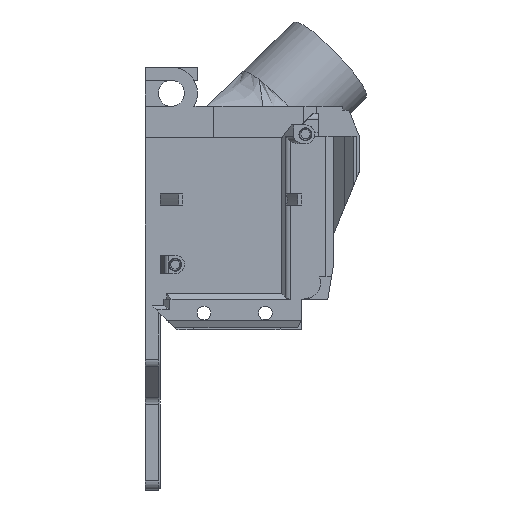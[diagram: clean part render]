
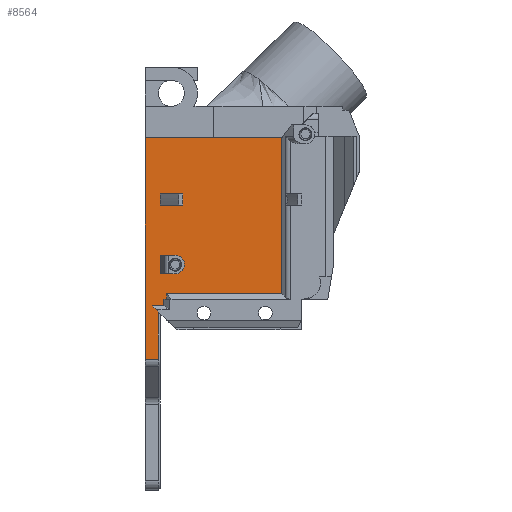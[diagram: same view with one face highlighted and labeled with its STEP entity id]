
A CAD part, left-side view. The second image highlights one B-rep face of the part: STEP entity #8564.
In plain terms, the highlighted planar face has unit normal (-1, 0, 0).
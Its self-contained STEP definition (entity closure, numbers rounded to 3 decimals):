
#115=FACE_BOUND('',#1317,.T.);
#116=FACE_BOUND('',#1318,.T.);
#356=PLANE('',#9287);
#832=FACE_OUTER_BOUND('',#1316,.T.);
#1316=EDGE_LOOP('',(#7576,#7577,#7578,#7579,#7580,#7581,#7582,#7583,#7584,
#7585,#7586));
#1317=EDGE_LOOP('',(#7587,#7588,#7589,#7590));
#1318=EDGE_LOOP('',(#7591,#7592,#7593,#7594));
#1558=CIRCLE('',#9063,2.5);
#1559=CIRCLE('',#9077,21.5);
#1560=CIRCLE('',#9080,15.5);
#2314=LINE('',#16351,#3127);
#2316=LINE('',#16355,#3129);
#2317=LINE('',#16357,#3130);
#2319=LINE('',#16362,#3132);
#2321=LINE('',#16366,#3134);
#2323=LINE('',#16370,#3136);
#2325=LINE('',#16374,#3138);
#2326=LINE('',#16378,#3139);
#2327=LINE('',#16382,#3140);
#2330=LINE('',#16387,#3143);
#2332=LINE('',#16401,#3145);
#2335=LINE('',#16408,#3148);
#2336=LINE('',#16411,#3149);
#2528=LINE('',#17060,#3341);
#2529=LINE('',#17063,#3342);
#2530=LINE('',#17064,#3343);
#3127=VECTOR('',#10745,10.);
#3129=VECTOR('',#10749,10.);
#3130=VECTOR('',#10752,10.);
#3132=VECTOR('',#10756,10.);
#3134=VECTOR('',#10760,10.);
#3136=VECTOR('',#10764,10.);
#3138=VECTOR('',#10768,10.);
#3139=VECTOR('',#10773,10.);
#3140=VECTOR('',#10778,10.);
#3143=VECTOR('',#10783,10.);
#3145=VECTOR('',#10791,10.);
#3148=VECTOR('',#10800,10.);
#3149=VECTOR('',#10803,10.);
#3341=VECTOR('',#11403,10.);
#3342=VECTOR('',#11406,10.);
#3343=VECTOR('',#11407,10.);
#3954=VERTEX_POINT('',#16266);
#3976=VERTEX_POINT('',#16343);
#3977=VERTEX_POINT('',#16345);
#3978=VERTEX_POINT('',#16349);
#3979=VERTEX_POINT('',#16353);
#3980=VERTEX_POINT('',#16359);
#3981=VERTEX_POINT('',#16361);
#3982=VERTEX_POINT('',#16365);
#3983=VERTEX_POINT('',#16369);
#3984=VERTEX_POINT('',#16373);
#3985=VERTEX_POINT('',#16377);
#3986=VERTEX_POINT('',#16381);
#3988=VERTEX_POINT('',#16390);
#3989=VERTEX_POINT('',#16394);
#3990=VERTEX_POINT('',#16400);
#3991=VERTEX_POINT('',#16404);
#3992=VERTEX_POINT('',#16410);
#4175=VERTEX_POINT('',#17058);
#4176=VERTEX_POINT('',#17062);
#5043=EDGE_CURVE('',#3976,#3977,#1558,.T.);
#5045=EDGE_CURVE('',#3978,#3976,#2314,.T.);
#5047=EDGE_CURVE('',#3979,#3978,#2316,.T.);
#5048=EDGE_CURVE('',#3977,#3979,#2317,.T.);
#5050=EDGE_CURVE('',#3980,#3981,#2319,.T.);
#5052=EDGE_CURVE('',#3981,#3982,#2321,.T.);
#5054=EDGE_CURVE('',#3982,#3983,#2323,.T.);
#5056=EDGE_CURVE('',#3983,#3984,#2325,.T.);
#5058=EDGE_CURVE('',#3984,#3985,#2326,.T.);
#5060=EDGE_CURVE('',#3986,#3985,#2327,.T.);
#5063=EDGE_CURVE('',#3986,#3954,#2330,.T.);
#5067=EDGE_CURVE('',#3988,#3989,#1559,.T.);
#5068=EDGE_CURVE('',#3990,#3988,#2332,.T.);
#5071=EDGE_CURVE('',#3991,#3990,#1560,.T.);
#5072=EDGE_CURVE('',#3989,#3991,#2335,.T.);
#5073=EDGE_CURVE('',#3954,#3992,#2336,.T.);
#5373=EDGE_CURVE('',#3980,#4175,#2528,.T.);
#5374=EDGE_CURVE('',#4175,#4176,#2529,.F.);
#5375=EDGE_CURVE('',#4176,#3992,#2530,.T.);
#7576=ORIENTED_EDGE('',*,*,#5374,.T.);
#7577=ORIENTED_EDGE('',*,*,#5375,.T.);
#7578=ORIENTED_EDGE('',*,*,#5073,.F.);
#7579=ORIENTED_EDGE('',*,*,#5063,.F.);
#7580=ORIENTED_EDGE('',*,*,#5060,.T.);
#7581=ORIENTED_EDGE('',*,*,#5058,.F.);
#7582=ORIENTED_EDGE('',*,*,#5056,.F.);
#7583=ORIENTED_EDGE('',*,*,#5054,.F.);
#7584=ORIENTED_EDGE('',*,*,#5052,.F.);
#7585=ORIENTED_EDGE('',*,*,#5050,.F.);
#7586=ORIENTED_EDGE('',*,*,#5373,.T.);
#7587=ORIENTED_EDGE('',*,*,#5072,.T.);
#7588=ORIENTED_EDGE('',*,*,#5071,.T.);
#7589=ORIENTED_EDGE('',*,*,#5068,.T.);
#7590=ORIENTED_EDGE('',*,*,#5067,.T.);
#7591=ORIENTED_EDGE('',*,*,#5048,.T.);
#7592=ORIENTED_EDGE('',*,*,#5047,.T.);
#7593=ORIENTED_EDGE('',*,*,#5045,.T.);
#7594=ORIENTED_EDGE('',*,*,#5043,.T.);
#8564=ADVANCED_FACE('',(#832,#115,#116),#356,.T.);
#9063=AXIS2_PLACEMENT_3D('',#16347,#10740,#10741);
#9077=AXIS2_PLACEMENT_3D('',#16398,#10787,#10788);
#9080=AXIS2_PLACEMENT_3D('',#16406,#10796,#10797);
#9287=AXIS2_PLACEMENT_3D('',#17061,#11404,#11405);
#10740=DIRECTION('center_axis',(1.,0.,0.));
#10741=DIRECTION('ref_axis',(0.,-1.,0.));
#10745=DIRECTION('',(0.,-1.,0.));
#10749=DIRECTION('',(0.,0.,1.));
#10752=DIRECTION('',(0.,1.,0.));
#10756=DIRECTION('',(0.,1.,0.));
#10760=DIRECTION('',(0.,0.,-1.));
#10764=DIRECTION('',(0.,1.,0.));
#10768=DIRECTION('',(0.,0.,-1.));
#10773=DIRECTION('',(0.,1.,0.));
#10778=DIRECTION('',(0.,0.707,0.707));
#10783=DIRECTION('',(0.,0.,-1.));
#10787=DIRECTION('center_axis',(1.,0.,0.));
#10788=DIRECTION('ref_axis',(0.,1.,0.));
#10791=DIRECTION('',(0.,1.,0.));
#10796=DIRECTION('center_axis',(-1.,0.,0.));
#10797=DIRECTION('ref_axis',(0.,-1.,0.));
#10800=DIRECTION('',(0.,-1.,0.));
#10803=DIRECTION('',(0.,1.,0.));
#11403=DIRECTION('',(0.,0.,1.));
#11404=DIRECTION('center_axis',(-1.,0.,0.));
#11405=DIRECTION('ref_axis',(0.,-1.,0.));
#11406=DIRECTION('',(0.,-1.,0.));
#11407=DIRECTION('',(0.,0.,-1.));
#16266=CARTESIAN_POINT('',(-19.75,-6.5,38.01));
#16343=CARTESIAN_POINT('',(-19.75,-11.249,65.981));
#16345=CARTESIAN_POINT('',(-19.75,-11.,60.993));
#16347=CARTESIAN_POINT('Origin',(-19.75,-11.,63.493));
#16349=CARTESIAN_POINT('',(-19.75,-7.1,65.981));
#16351=CARTESIAN_POINT('',(-19.75,-28.968,65.981));
#16353=CARTESIAN_POINT('',(-19.75,-7.1,60.993));
#16355=CARTESIAN_POINT('',(-19.75,-7.1,69.191));
#16357=CARTESIAN_POINT('',(-19.75,-23.5,60.993));
#16359=CARTESIAN_POINT('',(-19.75,-39.603,55.694));
#16361=CARTESIAN_POINT('',(-19.75,-8.7,55.694));
#16362=CARTESIAN_POINT('',(-19.75,-38.216,55.694));
#16365=CARTESIAN_POINT('',(-19.75,-8.7,54.194));
#16366=CARTESIAN_POINT('',(-19.75,-8.7,71.363));
#16369=CARTESIAN_POINT('',(-19.75,-8.,54.194));
#16370=CARTESIAN_POINT('',(-19.75,-19.216,54.194));
#16373=CARTESIAN_POINT('',(-19.75,-8.,52.57));
#16374=CARTESIAN_POINT('',(-19.75,-8.,57.863));
#16377=CARTESIAN_POINT('',(-19.75,-4.827,52.57));
#16378=CARTESIAN_POINT('',(-19.75,-2.,52.57));
#16381=CARTESIAN_POINT('',(-19.75,-6.5,50.898));
#16382=CARTESIAN_POINT('',(-19.75,-5.061,52.337));
#16387=CARTESIAN_POINT('',(-19.75,-6.5,76.559));
#16390=CARTESIAN_POINT('',(-19.75,-7.052,79.493));
#16394=CARTESIAN_POINT('',(-19.75,-7.052,82.493));
#16398=CARTESIAN_POINT('Origin',(-19.75,-28.5,80.993));
#16400=CARTESIAN_POINT('',(-19.75,-13.073,79.493));
#16401=CARTESIAN_POINT('',(-19.75,-25.786,79.493));
#16404=CARTESIAN_POINT('',(-19.75,-13.073,82.493));
#16406=CARTESIAN_POINT('Origin',(-19.75,-28.5,80.993));
#16408=CARTESIAN_POINT('',(-19.75,-25.284,82.493));
#16410=CARTESIAN_POINT('',(-19.75,-3.,38.01));
#16411=CARTESIAN_POINT('',(-19.75,-24.,38.01));
#17058=CARTESIAN_POINT('',(-19.75,-39.603,97.583));
#17060=CARTESIAN_POINT('',(-19.75,-39.603,71.857));
#17061=CARTESIAN_POINT('Origin',(-19.75,-38.5,77.389));
#17062=CARTESIAN_POINT('',(-19.75,-3.,97.583));
#17063=CARTESIAN_POINT('',(-19.75,-32.125,97.583));
#17064=CARTESIAN_POINT('',(-19.75,-3.,69.297));
